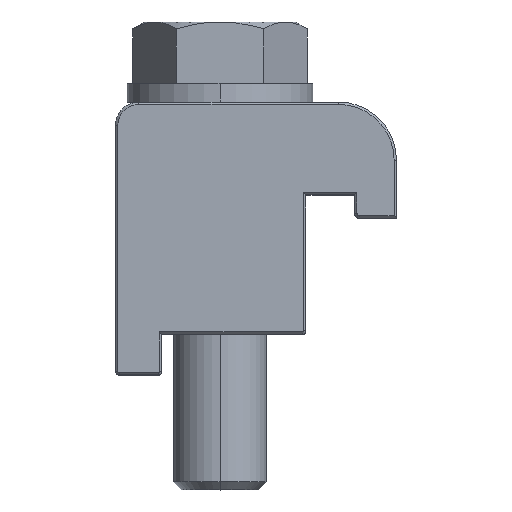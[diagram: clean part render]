
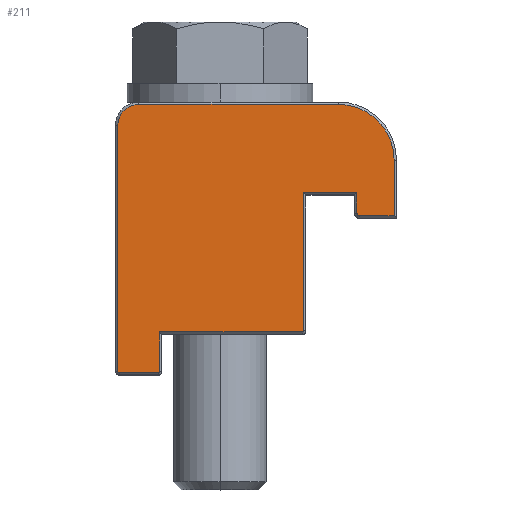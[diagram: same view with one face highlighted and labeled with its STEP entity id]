
A CAD part, top view. The second image highlights one B-rep face of the part: STEP entity #211.
In plain terms, the highlighted planar face has unit normal (0, 0, 1).
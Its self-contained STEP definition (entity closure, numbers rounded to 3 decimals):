
#12 = CARTESIAN_POINT ( 'NONE',  ( 2., 23.3, 17. ) ) ;
#45 = ORIENTED_EDGE ( 'NONE', *, *, #280, .T. ) ;
#49 = EDGE_CURVE ( 'NONE', #330, #1504, #2067, .T. ) ;
#66 = CARTESIAN_POINT ( 'NONE',  ( 20.8, 13.9, 17. ) ) ;
#76 = DIRECTION ( 'NONE',  ( -1., 0., 0. ) ) ;
#88 = CARTESIAN_POINT ( 'NONE',  ( 3.8, 3.7, 17. ) ) ;
#92 = CARTESIAN_POINT ( 'NONE',  ( 24., 18.5, 17. ) ) ;
#119 = ORIENTED_EDGE ( 'NONE', *, *, #878, .T. ) ;
#144 = CARTESIAN_POINT ( 'NONE',  ( 0.2, 21.5, 17. ) ) ;
#152 = CARTESIAN_POINT ( 'NONE',  ( 0.3, 0.2, 17. ) ) ;
#175 = DIRECTION ( 'NONE',  ( -1., 0., 0. ) ) ;
#211 = ADVANCED_FACE ( 'NONE', ( #2106 ), #1764, .F. ) ;
#225 = DIRECTION ( 'NONE',  ( 1., 0., 0. ) ) ;
#280 = EDGE_CURVE ( 'NONE', #1416, #1442, #1440, .T. ) ;
#293 = ORIENTED_EDGE ( 'NONE', *, *, #1593, .T. ) ;
#301 = DIRECTION ( 'NONE',  ( 0., 0., 1. ) ) ;
#330 = VERTEX_POINT ( 'NONE', #12 ) ;
#361 = EDGE_CURVE ( 'NONE', #1742, #589, #764, .T. ) ;
#386 = ORIENTED_EDGE ( 'NONE', *, *, #837, .T. ) ;
#410 = DIRECTION ( 'NONE',  ( 1., 0., 0. ) ) ;
#430 = DIRECTION ( 'NONE',  ( 0., 0., 1. ) ) ;
#434 = VECTOR ( 'NONE', #410, 1000. ) ;
#435 = DIRECTION ( 'NONE',  ( 0., 0., -1. ) ) ;
#449 = EDGE_CURVE ( 'NONE', #760, #1627, #1523, .T. ) ;
#492 = VECTOR ( 'NONE', #1011, 1000. ) ;
#500 = CARTESIAN_POINT ( 'NONE',  ( 24., 13.7, 17. ) ) ;
#522 = VECTOR ( 'NONE', #1836, 1000. ) ;
#538 = EDGE_LOOP ( 'NONE', ( #119, #1119, #386, #1257, #2345, #833, #766, #293, #45, #1938, #1832, #558, #1139, #1835, #1768, #1796 ) ) ;
#544 = CARTESIAN_POINT ( 'NONE',  ( 16.2, 0., 17. ) ) ;
#558 = ORIENTED_EDGE ( 'NONE', *, *, #1368, .T. ) ;
#570 = CARTESIAN_POINT ( 'NONE',  ( 16.1, 3.7, 17. ) ) ;
#571 = AXIS2_PLACEMENT_3D ( 'NONE', #1516, #1617, #1884 ) ;
#580 = VECTOR ( 'NONE', #585, 1000. ) ;
#585 = DIRECTION ( 'NONE',  ( 0., 1., 0. ) ) ;
#589 = VERTEX_POINT ( 'NONE', #1622 ) ;
#605 = CARTESIAN_POINT ( 'NONE',  ( 16.2, 3.8, 17. ) ) ;
#651 = DIRECTION ( 'NONE',  ( 0., 0., 1. ) ) ;
#681 = VECTOR ( 'NONE', #694, 1000. ) ;
#694 = DIRECTION ( 'NONE',  ( 0., 1., 0. ) ) ;
#726 = EDGE_CURVE ( 'NONE', #1203, #1086, #1497, .T. ) ;
#745 = DIRECTION ( 'NONE',  ( 0., 0., 1. ) ) ;
#754 = DIRECTION ( 'NONE',  ( 0., 1., 0. ) ) ;
#760 = VERTEX_POINT ( 'NONE', #2082 ) ;
#764 = CIRCLE ( 'NONE', #2396, 4.8 ) ;
#766 = ORIENTED_EDGE ( 'NONE', *, *, #449, .T. ) ;
#833 = ORIENTED_EDGE ( 'NONE', *, *, #2298, .T. ) ;
#837 = EDGE_CURVE ( 'NONE', #2024, #888, #2250, .T. ) ;
#878 = EDGE_CURVE ( 'NONE', #1086, #2033, #2129, .T. ) ;
#883 = CARTESIAN_POINT ( 'NONE',  ( 3.7, 0.2, 17. ) ) ;
#888 = VERTEX_POINT ( 'NONE', #570 ) ;
#894 = EDGE_CURVE ( 'NONE', #1504, #1592, #2061, .T. ) ;
#895 = VERTEX_POINT ( 'NONE', #2090 ) ;
#906 = EDGE_CURVE ( 'NONE', #1654, #895, #1129, .T. ) ;
#914 = AXIS2_PLACEMENT_3D ( 'NONE', #1956, #651, #1779 ) ;
#915 = DIRECTION ( 'NONE',  ( 1., 0., 0. ) ) ;
#928 = CARTESIAN_POINT ( 'NONE',  ( 0., 3.7, 17. ) ) ;
#932 = VECTOR ( 'NONE', #754, 1000. ) ;
#933 = CARTESIAN_POINT ( 'NONE',  ( 3.8, 0.3, 17. ) ) ;
#941 = CARTESIAN_POINT ( 'NONE',  ( 3.8, 0., 17. ) ) ;
#957 = CARTESIAN_POINT ( 'NONE',  ( 0., 13.7, 17. ) ) ;
#1011 = DIRECTION ( 'NONE',  ( 1., 0., 0. ) ) ;
#1050 = CIRCLE ( 'NONE', #2367, 0.1 ) ;
#1086 = VERTEX_POINT ( 'NONE', #883 ) ;
#1119 = ORIENTED_EDGE ( 'NONE', *, *, #2009, .T. ) ;
#1129 = LINE ( 'NONE', #544, #580 ) ;
#1139 = ORIENTED_EDGE ( 'NONE', *, *, #49, .T. ) ;
#1161 = CARTESIAN_POINT ( 'NONE',  ( 0.2, 0., 17. ) ) ;
#1167 = VECTOR ( 'NONE', #175, 1000. ) ;
#1203 = VERTEX_POINT ( 'NONE', #152 ) ;
#1227 = LINE ( 'NONE', #2203, #1674 ) ;
#1257 = ORIENTED_EDGE ( 'NONE', *, *, #1954, .T. ) ;
#1274 = CARTESIAN_POINT ( 'NONE',  ( 20.8, 0., 17. ) ) ;
#1316 = VECTOR ( 'NONE', #225, 1000. ) ;
#1317 = CIRCLE ( 'NONE', #914, 0.2 ) ;
#1368 = EDGE_CURVE ( 'NONE', #589, #330, #2164, .T. ) ;
#1378 = DIRECTION ( 'NONE',  ( -1., 0., 0. ) ) ;
#1381 = CARTESIAN_POINT ( 'NONE',  ( 0., 0., 17. ) ) ;
#1402 = CARTESIAN_POINT ( 'NONE',  ( 0.2, 0.3, 17. ) ) ;
#1416 = VERTEX_POINT ( 'NONE', #1672 ) ;
#1418 = EDGE_CURVE ( 'NONE', #1442, #1742, #2103, .T. ) ;
#1429 = CARTESIAN_POINT ( 'NONE',  ( 16.1, 3.8, 17. ) ) ;
#1430 = DIRECTION ( 'NONE',  ( -1., 0., 0. ) ) ;
#1433 = LINE ( 'NONE', #941, #932 ) ;
#1440 = LINE ( 'NONE', #957, #434 ) ;
#1442 = VERTEX_POINT ( 'NONE', #500 ) ;
#1482 = CARTESIAN_POINT ( 'NONE',  ( 24., 0., 17. ) ) ;
#1494 = CARTESIAN_POINT ( 'NONE',  ( 0., 23.3, 17. ) ) ;
#1497 = LINE ( 'NONE', #1945, #492 ) ;
#1504 = VERTEX_POINT ( 'NONE', #144 ) ;
#1516 = CARTESIAN_POINT ( 'NONE',  ( 0.3, 0.3, 17. ) ) ;
#1523 = LINE ( 'NONE', #1274, #522 ) ;
#1544 = DIRECTION ( 'NONE',  ( 0., -1., 0. ) ) ;
#1545 = DIRECTION ( 'NONE',  ( 0., 0., 1. ) ) ;
#1573 = DIRECTION ( 'NONE',  ( -1., 0., 0. ) ) ;
#1578 = AXIS2_PLACEMENT_3D ( 'NONE', #1630, #301, #1430 ) ;
#1583 = VECTOR ( 'NONE', #1544, 1000. ) ;
#1592 = VERTEX_POINT ( 'NONE', #1402 ) ;
#1593 = EDGE_CURVE ( 'NONE', #1627, #1416, #1317, .T. ) ;
#1617 = DIRECTION ( 'NONE',  ( 0., 0., 1. ) ) ;
#1622 = CARTESIAN_POINT ( 'NONE',  ( 19.2, 23.3, 17. ) ) ;
#1627 = VERTEX_POINT ( 'NONE', #66 ) ;
#1630 = CARTESIAN_POINT ( 'NONE',  ( 2., 21.5, 17. ) ) ;
#1654 = VERTEX_POINT ( 'NONE', #605 ) ;
#1661 = AXIS2_PLACEMENT_3D ( 'NONE', #1381, #435, #1573 ) ;
#1672 = CARTESIAN_POINT ( 'NONE',  ( 21., 13.7, 17. ) ) ;
#1674 = VECTOR ( 'NONE', #915, 1000. ) ;
#1742 = VERTEX_POINT ( 'NONE', #92 ) ;
#1764 = PLANE ( 'NONE',  #1661 ) ;
#1768 = ORIENTED_EDGE ( 'NONE', *, *, #2017, .T. ) ;
#1779 = DIRECTION ( 'NONE',  ( -1., 0., 0. ) ) ;
#1796 = ORIENTED_EDGE ( 'NONE', *, *, #726, .T. ) ;
#1832 = ORIENTED_EDGE ( 'NONE', *, *, #361, .T. ) ;
#1835 = ORIENTED_EDGE ( 'NONE', *, *, #894, .T. ) ;
#1836 = DIRECTION ( 'NONE',  ( 0., -1., 0. ) ) ;
#1869 = DIRECTION ( 'NONE',  ( -1., 0., 0. ) ) ;
#1884 = DIRECTION ( 'NONE',  ( -1., 0., 0. ) ) ;
#1892 = CARTESIAN_POINT ( 'NONE',  ( 3.7, 0.3, 17. ) ) ;
#1938 = ORIENTED_EDGE ( 'NONE', *, *, #1418, .T. ) ;
#1945 = CARTESIAN_POINT ( 'NONE',  ( 0., 0.2, 17. ) ) ;
#1954 = EDGE_CURVE ( 'NONE', #888, #1654, #1050, .T. ) ;
#1956 = CARTESIAN_POINT ( 'NONE',  ( 21., 13.9, 17. ) ) ;
#2009 = EDGE_CURVE ( 'NONE', #2033, #2024, #1433, .T. ) ;
#2017 = EDGE_CURVE ( 'NONE', #1592, #1203, #2362, .T. ) ;
#2024 = VERTEX_POINT ( 'NONE', #88 ) ;
#2033 = VERTEX_POINT ( 'NONE', #933 ) ;
#2061 = LINE ( 'NONE', #1161, #1583 ) ;
#2062 = CARTESIAN_POINT ( 'NONE',  ( 19.2, 18.5, 17. ) ) ;
#2067 = CIRCLE ( 'NONE', #1578, 1.8 ) ;
#2082 = CARTESIAN_POINT ( 'NONE',  ( 20.8, 15.7, 17. ) ) ;
#2090 = CARTESIAN_POINT ( 'NONE',  ( 16.2, 15.7, 17. ) ) ;
#2103 = LINE ( 'NONE', #1482, #681 ) ;
#2106 = FACE_OUTER_BOUND ( 'NONE', #538, .T. ) ;
#2129 = CIRCLE ( 'NONE', #2178, 0.1 ) ;
#2164 = LINE ( 'NONE', #1494, #1167 ) ;
#2178 = AXIS2_PLACEMENT_3D ( 'NONE', #1892, #430, #76 ) ;
#2203 = CARTESIAN_POINT ( 'NONE',  ( 0., 15.7, 17. ) ) ;
#2250 = LINE ( 'NONE', #928, #1316 ) ;
#2298 = EDGE_CURVE ( 'NONE', #895, #760, #1227, .T. ) ;
#2345 = ORIENTED_EDGE ( 'NONE', *, *, #906, .T. ) ;
#2362 = CIRCLE ( 'NONE', #571, 0.1 ) ;
#2367 = AXIS2_PLACEMENT_3D ( 'NONE', #1429, #1545, #1378 ) ;
#2396 = AXIS2_PLACEMENT_3D ( 'NONE', #2062, #745, #1869 ) ;
